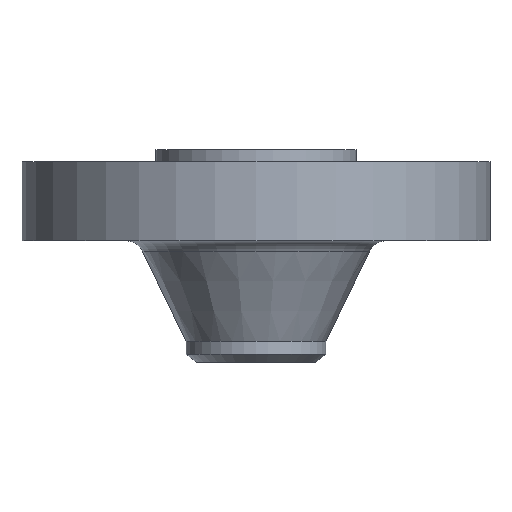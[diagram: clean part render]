
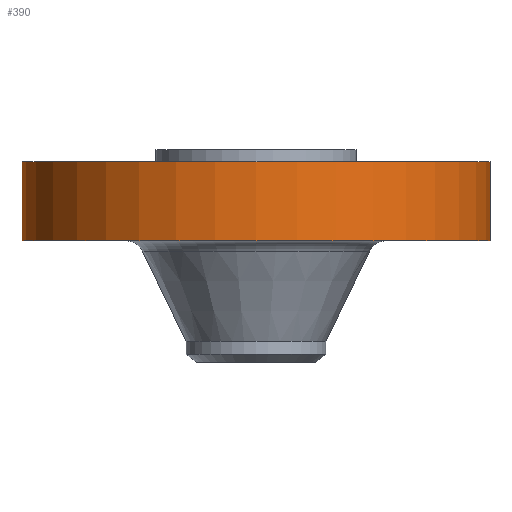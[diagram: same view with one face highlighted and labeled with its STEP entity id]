
A CAD part, front view. The second image highlights one B-rep face of the part: STEP entity #390.
In plain terms, the highlighted cylindrical face has radius 122.237 mm (diameter 244.475 mm), a partial arc.
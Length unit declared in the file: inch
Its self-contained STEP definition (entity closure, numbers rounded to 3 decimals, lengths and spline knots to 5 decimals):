
#4 = AXIS2_PLACEMENT_3D ( 'NONE', #759, #1117, #318 ) ;
#39 = ORIENTED_EDGE ( 'NONE', *, *, #302, .T. ) ;
#43 = DIRECTION ( 'NONE',  ( 0., 0., 1. ) ) ;
#51 = CIRCLE ( 'NONE', #592, 4.8125 ) ;
#52 = CARTESIAN_POINT ( 'NONE',  ( -4.8125, 0., -0.25 ) ) ;
#149 = VERTEX_POINT ( 'NONE', #495 ) ;
#197 = EDGE_CURVE ( 'NONE', #1050, #149, #606, .T. ) ;
#205 = DIRECTION ( 'NONE',  ( 0., 0., 1. ) ) ;
#219 = CARTESIAN_POINT ( 'NONE',  ( -4.8125, 0., 0. ) ) ;
#232 = EDGE_CURVE ( 'NONE', #1050, #724, #1109, .T. ) ;
#242 = EDGE_CURVE ( 'NONE', #724, #885, #51, .T. ) ;
#290 = FACE_OUTER_BOUND ( 'NONE', #439, .T. ) ;
#302 = EDGE_CURVE ( 'NONE', #149, #885, #363, .T. ) ;
#318 = DIRECTION ( 'NONE',  ( 1., 0., 0. ) ) ;
#363 = LINE ( 'NONE', #538, #442 ) ;
#390 = ADVANCED_FACE ( 'NONE', ( #290 ), #629, .T. ) ;
#397 = DIRECTION ( 'NONE',  ( 1., 0., 0. ) ) ;
#434 = ORIENTED_EDGE ( 'NONE', *, *, #242, .F. ) ;
#439 = EDGE_LOOP ( 'NONE', ( #474, #993, #39, #434 ) ) ;
#442 = VECTOR ( 'NONE', #711, 39.37008 ) ;
#474 = ORIENTED_EDGE ( 'NONE', *, *, #232, .F. ) ;
#484 = CARTESIAN_POINT ( 'NONE',  ( 4.8125, 0., -0.25 ) ) ;
#495 = CARTESIAN_POINT ( 'NONE',  ( 4.8125, 0., -1.875 ) ) ;
#538 = CARTESIAN_POINT ( 'NONE',  ( 4.8125, 0., 0. ) ) ;
#541 = DIRECTION ( 'NONE',  ( 1., 0., 0. ) ) ;
#592 = AXIS2_PLACEMENT_3D ( 'NONE', #934, #840, #397 ) ;
#606 = CIRCLE ( 'NONE', #4, 4.8125 ) ;
#629 = CYLINDRICAL_SURFACE ( 'NONE', #731, 4.8125 ) ;
#650 = CARTESIAN_POINT ( 'NONE',  ( 0., 0., 0. ) ) ;
#711 = DIRECTION ( 'NONE',  ( 0., 0., 1. ) ) ;
#724 = VERTEX_POINT ( 'NONE', #52 ) ;
#731 = AXIS2_PLACEMENT_3D ( 'NONE', #650, #205, #541 ) ;
#759 = CARTESIAN_POINT ( 'NONE',  ( 0., 0., -1.875 ) ) ;
#773 = VECTOR ( 'NONE', #43, 39.37008 ) ;
#840 = DIRECTION ( 'NONE',  ( 0., 0., 1. ) ) ;
#885 = VERTEX_POINT ( 'NONE', #484 ) ;
#934 = CARTESIAN_POINT ( 'NONE',  ( 0., 0., -0.25 ) ) ;
#993 = ORIENTED_EDGE ( 'NONE', *, *, #197, .T. ) ;
#1026 = CARTESIAN_POINT ( 'NONE',  ( -4.8125, 0., -1.875 ) ) ;
#1050 = VERTEX_POINT ( 'NONE', #1026 ) ;
#1109 = LINE ( 'NONE', #219, #773 ) ;
#1117 = DIRECTION ( 'NONE',  ( 0., 0., 1. ) ) ;
